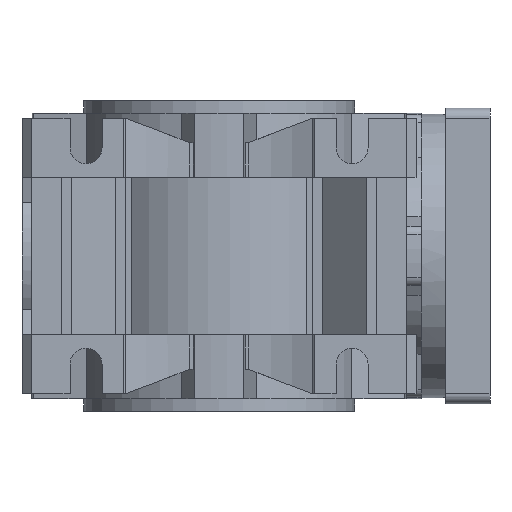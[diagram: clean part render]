
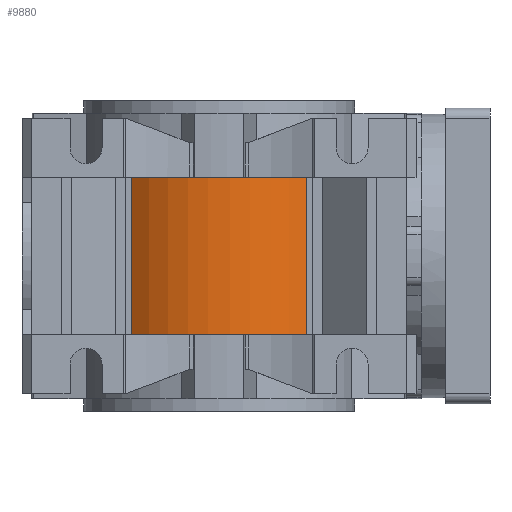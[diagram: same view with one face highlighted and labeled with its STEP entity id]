
A CAD part, front view. The second image highlights one B-rep face of the part: STEP entity #9880.
In plain terms, the highlighted cylindrical face has radius 27.5 mm (diameter 55 mm), a partial arc.
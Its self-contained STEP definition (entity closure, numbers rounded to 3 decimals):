
#2405 = DIRECTION ( 'NONE',  ( -1., 0., 0. ) ) ;
#4313 = VECTOR ( 'NONE', #19694, 1000. ) ;
#4615 = DIRECTION ( 'NONE',  ( 0., 0., -1. ) ) ;
#4764 = VECTOR ( 'NONE', #4615, 1000. ) ;
#4842 = CARTESIAN_POINT ( 'NONE',  ( -17.76, -21., -16. ) ) ;
#5012 = CARTESIAN_POINT ( 'NONE',  ( 17.751, -21., -16. ) ) ;
#5108 = EDGE_CURVE ( 'NONE', #18509, #7358, #7334, .T. ) ;
#5156 = AXIS2_PLACEMENT_3D ( 'NONE', #20407, #16427, #22333 ) ;
#5364 = ORIENTED_EDGE ( 'NONE', *, *, #9926, .F. ) ;
#6537 = AXIS2_PLACEMENT_3D ( 'NONE', #14771, #14641, #2405 ) ;
#6687 = LINE ( 'NONE', #8486, #4764 ) ;
#7089 = ORIENTED_EDGE ( 'NONE', *, *, #5108, .T. ) ;
#7334 = LINE ( 'NONE', #13277, #4313 ) ;
#7358 = VERTEX_POINT ( 'NONE', #8854 ) ;
#7369 = CIRCLE ( 'NONE', #5156, 27.5 ) ;
#8486 = CARTESIAN_POINT ( 'NONE',  ( -17.76, -21., 31.5 ) ) ;
#8854 = CARTESIAN_POINT ( 'NONE',  ( 17.751, -21., 16. ) ) ;
#9880 = ADVANCED_FACE ( 'NONE', ( #15617 ), #23986, .T. ) ;
#9926 = EDGE_CURVE ( 'NONE', #18509, #20311, #7369, .T. ) ;
#12738 = ORIENTED_EDGE ( 'NONE', *, *, #26599, .T. ) ;
#13277 = CARTESIAN_POINT ( 'NONE',  ( 17.751, -21., 31.5 ) ) ;
#13562 = CARTESIAN_POINT ( 'NONE',  ( -17.76, -21., 16. ) ) ;
#14641 = DIRECTION ( 'NONE',  ( 0., 0., -1. ) ) ;
#14771 = CARTESIAN_POINT ( 'NONE',  ( -0.004, 0., 16. ) ) ;
#15208 = CARTESIAN_POINT ( 'NONE',  ( -0.004, 0., 31.5 ) ) ;
#15617 = FACE_OUTER_BOUND ( 'NONE', #23691, .T. ) ;
#16427 = DIRECTION ( 'NONE',  ( 0., 0., -1. ) ) ;
#17464 = AXIS2_PLACEMENT_3D ( 'NONE', #15208, #21939, #19454 ) ;
#18509 = VERTEX_POINT ( 'NONE', #5012 ) ;
#18591 = VERTEX_POINT ( 'NONE', #13562 ) ;
#19454 = DIRECTION ( 'NONE',  ( -1., 0., 0. ) ) ;
#19694 = DIRECTION ( 'NONE',  ( 0., 0., 1. ) ) ;
#19978 = ORIENTED_EDGE ( 'NONE', *, *, #26408, .T. ) ;
#20311 = VERTEX_POINT ( 'NONE', #4842 ) ;
#20407 = CARTESIAN_POINT ( 'NONE',  ( -0.004, 0., -16. ) ) ;
#20520 = CIRCLE ( 'NONE', #6537, 27.5 ) ;
#21939 = DIRECTION ( 'NONE',  ( 0., 0., -1. ) ) ;
#22333 = DIRECTION ( 'NONE',  ( -1., 0., 0. ) ) ;
#23691 = EDGE_LOOP ( 'NONE', ( #12738, #19978, #5364, #7089 ) ) ;
#23986 = CYLINDRICAL_SURFACE ( 'NONE', #17464, 27.5 ) ;
#26408 = EDGE_CURVE ( 'NONE', #18591, #20311, #6687, .T. ) ;
#26599 = EDGE_CURVE ( 'NONE', #7358, #18591, #20520, .T. ) ;
